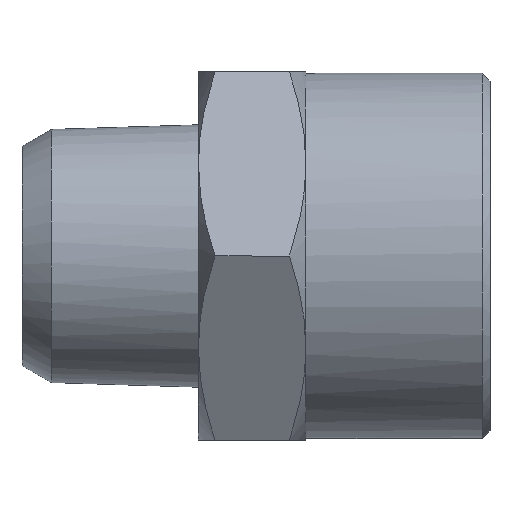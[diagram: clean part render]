
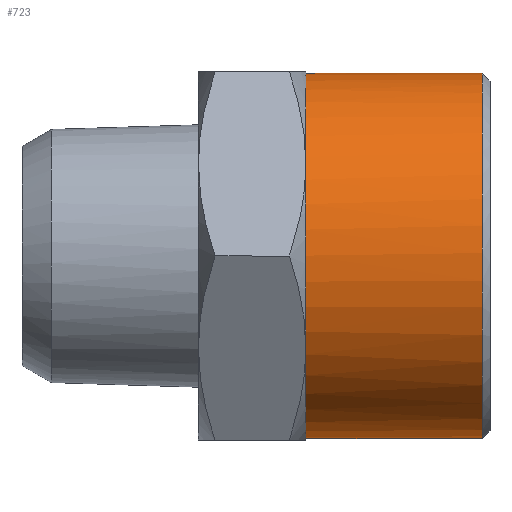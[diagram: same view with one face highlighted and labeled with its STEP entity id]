
A CAD part, left-side view. The second image highlights one B-rep face of the part: STEP entity #723.
In plain terms, the highlighted free-form (B-spline) face has degree [1, 3] with [2, 4] control points.
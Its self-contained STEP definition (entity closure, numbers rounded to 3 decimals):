
#14 = CARTESIAN_POINT ( 'NONE',  ( -5.962, 12., 10.329 ) ) ;
#51 = CARTESIAN_POINT ( 'NONE',  ( 0., 0.5, -11.9 ) ) ;
#79 = CARTESIAN_POINT ( 'NONE',  ( -23.8, 12., 11.9 ) ) ;
#134 = CARTESIAN_POINT ( 'NONE',  ( -10.329, 12., 5.962 ) ) ;
#177 = CARTESIAN_POINT ( 'NONE',  ( 0., 12., -11.9 ) ) ;
#285 = CARTESIAN_POINT ( 'NONE',  ( -5.962, 12., -10.329 ) ) ;
#293 = CARTESIAN_POINT ( 'NONE',  ( -1.555, 12., -11.824 ) ) ;
#301 = CARTESIAN_POINT ( 'NONE',  ( -8.967, 12., 7.862 ) ) ;
#342 = CARTESIAN_POINT ( 'NONE',  ( -0.781, 12., 11.9 ) ) ;
#450 = CARTESIAN_POINT ( 'NONE',  ( 0., 12., 11.9 ) ) ;
#455 = CARTESIAN_POINT ( 'NONE',  ( -7.862, 12., -8.967 ) ) ;
#460 = CARTESIAN_POINT ( 'NONE',  ( -7.261, 12., -9.46 ) ) ;
#467 = CARTESIAN_POINT ( 'NONE',  ( -7.261, 12., 9.46 ) ) ;
#507 = CARTESIAN_POINT ( 'NONE',  ( -3.832, 12., 11.293 ) ) ;
#557 = ORIENTED_EDGE ( 'NONE', *, *, #1346, .T. ) ;
#560 = VERTEX_POINT ( 'NONE', #1141 ) ;
#562 = CARTESIAN_POINT ( 'NONE',  ( -23.8, 0.5, -11.9 ) ) ;
#580 = CARTESIAN_POINT ( 'NONE',  ( 0., 0.5, -11.9 ) ) ;
#609 = B_SPLINE_CURVE_WITH_KNOTS ( 'NONE', 3,
 ( #2124, #1438, #293, #1611, #638, #944, #285, #460, #455, #631, #806, #1778, #1802, #617, #1788, #1117, #798, #1627, #2132, #621, #1972, #793, #134, #1289, #301, #1465, #467, #14, #1513, #507, #1647, #1500, #342, #2149 ),
 .UNSPECIFIED., .F., .F.,
 ( 4, 2, 2, 2, 2, 2, 2, 2, 2, 2, 2, 2, 2, 2, 2, 2, 4 ),
 ( 0., 0.196, 0.393, 0.589, 0.785, 0.982, 1.178, 1.374, 1.571, 1.767, 1.963, 2.16, 2.356, 2.553, 2.749, 2.945, 3.142 ),
 .UNSPECIFIED. ) ;
#617 = CARTESIAN_POINT ( 'NONE',  ( -11.293, 12., -3.832 ) ) ;
#621 = CARTESIAN_POINT ( 'NONE',  ( -11.519, 12., 3.088 ) ) ;
#631 = CARTESIAN_POINT ( 'NONE',  ( -8.967, 12., -7.862 ) ) ;
#638 = CARTESIAN_POINT ( 'NONE',  ( -3.832, 12., -11.293 ) ) ;
#723 = ADVANCED_FACE ( 'NONE', ( #1461 ), #1954, .F. ) ;
#738 = CARTESIAN_POINT ( 'NONE',  ( -23.8, 0.5, -11.9 ) ) ;
#747 = CARTESIAN_POINT ( 'NONE',  ( -23.8, 0.5, 11.9 ) ) ;
#789 = EDGE_CURVE ( 'NONE', #991, #1937, #609, .T. ) ;
#793 = CARTESIAN_POINT ( 'NONE',  ( -10.695, 12., 5.276 ) ) ;
#798 = CARTESIAN_POINT ( 'NONE',  ( -11.9, 12., -0.781 ) ) ;
#806 = CARTESIAN_POINT ( 'NONE',  ( -9.46, 12., -7.261 ) ) ;
#849 = EDGE_CURVE ( 'NONE', #991, #2140, #1702, .T. ) ;
#890 = CARTESIAN_POINT ( 'NONE',  ( 0., 12., -11.9 ) ) ;
#944 = CARTESIAN_POINT ( 'NONE',  ( -5.276, 12., -10.695 ) ) ;
#991 = VERTEX_POINT ( 'NONE', #1708 ) ;
#1061 = CARTESIAN_POINT ( 'NONE',  ( -23.8, 0.5, 11.9 ) ) ;
#1073 = CARTESIAN_POINT ( 'NONE',  ( -23.8, 12., -11.9 ) ) ;
#1117 = CARTESIAN_POINT ( 'NONE',  ( -11.824, 12., -1.555 ) ) ;
#1141 = CARTESIAN_POINT ( 'NONE',  ( 0., 0.5, 11.9 ) ) ;
#1230 = CARTESIAN_POINT ( 'NONE',  ( 0., 12., 11.9 ) ) ;
#1235 = CARTESIAN_POINT ( 'NONE',  ( 0., 0.5, 11.9 ) ) ;
#1276 = ORIENTED_EDGE ( 'NONE', *, *, #849, .T. ) ;
#1289 = CARTESIAN_POINT ( 'NONE',  ( -9.46, 12., 7.261 ) ) ;
#1313 = CARTESIAN_POINT ( 'NONE',  ( 0., 0.5, -11.9 ) ) ;
#1337 = EDGE_LOOP ( 'NONE', ( #1837, #1276, #557, #1379 ) ) ;
#1346 = EDGE_CURVE ( 'NONE', #2140, #560, #1597, .T. ) ;
#1379 = ORIENTED_EDGE ( 'NONE', *, *, #2023, .T. ) ;
#1396 = CARTESIAN_POINT ( 'NONE',  ( 0., 12., 11.9 ) ) ;
#1402 = B_SPLINE_CURVE_WITH_KNOTS ( 'NONE', 1,
 ( #1902, #1230 ),
 .UNSPECIFIED., .F., .F.,
 ( 2, 2 ),
 ( -1., 0. ),
 .UNSPECIFIED. ) ;
#1438 = CARTESIAN_POINT ( 'NONE',  ( -0.781, 12., -11.9 ) ) ;
#1461 = FACE_OUTER_BOUND ( 'NONE', #1337, .T. ) ;
#1465 = CARTESIAN_POINT ( 'NONE',  ( -7.862, 12., 8.967 ) ) ;
#1500 = CARTESIAN_POINT ( 'NONE',  ( -1.555, 12., 11.824 ) ) ;
#1513 = CARTESIAN_POINT ( 'NONE',  ( -5.276, 12., 10.695 ) ) ;
#1597 =( BOUNDED_CURVE ( )  B_SPLINE_CURVE ( 3, ( #580, #562, #747, #1779 ),
 .UNSPECIFIED., .F., .T. ) 
 B_SPLINE_CURVE_WITH_KNOTS ( ( 4, 4 ),
 ( -3.142, 0. ),
 .UNSPECIFIED. ) 
 CURVE ( )  GEOMETRIC_REPRESENTATION_ITEM ( )  RATIONAL_B_SPLINE_CURVE ( ( 1., 0.333, 0.333, 1. ) ) 
 REPRESENTATION_ITEM ( '' )  );
#1611 = CARTESIAN_POINT ( 'NONE',  ( -3.088, 12., -11.519 ) ) ;
#1627 = CARTESIAN_POINT ( 'NONE',  ( -11.9, 12., 0.781 ) ) ;
#1647 = CARTESIAN_POINT ( 'NONE',  ( -3.088, 12., 11.519 ) ) ;
#1702 = B_SPLINE_CURVE_WITH_KNOTS ( 'NONE', 1,
 ( #177, #1313 ),
 .UNSPECIFIED., .F., .F.,
 ( 2, 2 ),
 ( -1., 0. ),
 .UNSPECIFIED. ) ;
#1708 = CARTESIAN_POINT ( 'NONE',  ( 0., 12., -11.9 ) ) ;
#1778 = CARTESIAN_POINT ( 'NONE',  ( -10.329, 12., -5.962 ) ) ;
#1779 = CARTESIAN_POINT ( 'NONE',  ( 0., 0.5, 11.9 ) ) ;
#1788 = CARTESIAN_POINT ( 'NONE',  ( -11.519, 12., -3.088 ) ) ;
#1802 = CARTESIAN_POINT ( 'NONE',  ( -10.695, 12., -5.276 ) ) ;
#1837 = ORIENTED_EDGE ( 'NONE', *, *, #789, .F. ) ;
#1902 = CARTESIAN_POINT ( 'NONE',  ( 0., 0.5, 11.9 ) ) ;
#1937 = VERTEX_POINT ( 'NONE', #450 ) ;
#1954 =( BOUNDED_SURFACE ( )  B_SPLINE_SURFACE ( 1, 3, ( 
 ( #1396, #79, #1073, #890 ),
 ( #1235, #1061, #738, #51 ) ),
 .UNSPECIFIED., .F., .F., .F. ) 
 B_SPLINE_SURFACE_WITH_KNOTS ( ( 2, 2 ),
 ( 4, 4 ),
 ( 0., 1. ),
 ( 0., 1. ),
 .UNSPECIFIED. ) 
 GEOMETRIC_REPRESENTATION_ITEM ( )  RATIONAL_B_SPLINE_SURFACE ( (
 ( 1., 0.333, 0.333, 1.),
 ( 1., 0.333, 0.333, 1.) ) ) 
 REPRESENTATION_ITEM ( '' )  SURFACE ( )  );
#1972 = CARTESIAN_POINT ( 'NONE',  ( -11.293, 12., 3.832 ) ) ;
#1999 = CARTESIAN_POINT ( 'NONE',  ( 0., 0.5, -11.9 ) ) ;
#2023 = EDGE_CURVE ( 'NONE', #560, #1937, #1402, .T. ) ;
#2124 = CARTESIAN_POINT ( 'NONE',  ( 0., 12., -11.9 ) ) ;
#2132 = CARTESIAN_POINT ( 'NONE',  ( -11.824, 12., 1.555 ) ) ;
#2140 = VERTEX_POINT ( 'NONE', #1999 ) ;
#2149 = CARTESIAN_POINT ( 'NONE',  ( 0., 12., 11.9 ) ) ;
